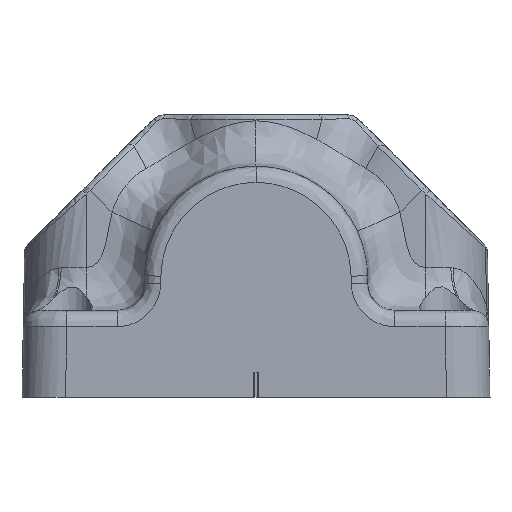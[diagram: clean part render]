
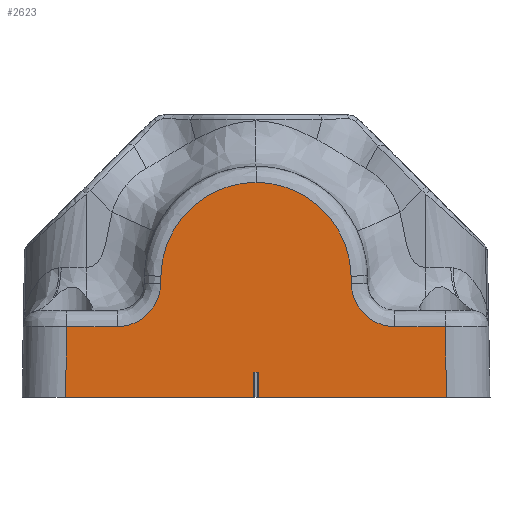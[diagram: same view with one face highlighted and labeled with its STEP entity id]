
A CAD part, front view. The second image highlights one B-rep face of the part: STEP entity #2623.
In plain terms, the highlighted planar face has unit normal (0, -1, 0).
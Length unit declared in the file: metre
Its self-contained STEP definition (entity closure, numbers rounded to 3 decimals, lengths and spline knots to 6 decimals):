
#39=PLANE('',#2785);
#123=LINE('',#5786,#225);
#130=LINE('',#5801,#232);
#133=LINE('',#5805,#235);
#140=LINE('',#5883,#242);
#141=LINE('',#5896,#243);
#142=LINE('',#5898,#244);
#143=LINE('',#5899,#245);
#144=LINE('',#5901,#246);
#145=LINE('',#5903,#247);
#146=LINE('',#5905,#248);
#147=LINE('',#5917,#249);
#225=VECTOR('',#2978,0.00462);
#232=VECTOR('',#2989,0.00462);
#235=VECTOR('',#2994,0.0008);
#242=VECTOR('',#3005,0.001445);
#243=VECTOR('',#3006,0.009276);
#244=VECTOR('',#3007,0.013002);
#245=VECTOR('',#3008,0.034624);
#246=VECTOR('',#3009,0.034624);
#247=VECTOR('',#3010,0.013002);
#248=VECTOR('',#3011,0.009276);
#249=VECTOR('',#3012,0.001445);
#435=FACE_OUTER_BOUND('',#597,.T.);
#597=EDGE_LOOP('',(#1817,#1818,#1819,#1820,#1821,#1822,#1823,#1824,#1825,
#1826,#1827,#1828,#1829,#1830,#1831));
#810=B_SPLINE_CURVE_WITH_KNOTS('',3,(#5857,#5858,#5859,#5860,#5861,#5862,
#5863,#5864,#5865,#5866,#5867,#5868),.UNSPECIFIED.,.F.,.F.,(4,2,2,2,2,4),
(0.,1.182081,10.527974,18.008377,23.549416,
27.012566),.UNSPECIFIED.);
#811=B_SPLINE_CURVE_WITH_KNOTS('',3,(#5870,#5871,#5872,#5873,#5874,#5875,
#5876,#5877,#5878,#5879,#5880,#5881),.UNSPECIFIED.,.F.,.F.,(4,2,2,2,2,4),
(0.,1.182081,10.527974,18.008377,23.549416,
27.012566),.UNSPECIFIED.);
#812=B_SPLINE_CURVE_WITH_KNOTS('',3,(#5885,#5886,#5887,#5888,#5889,#5890,
#5891,#5892,#5893,#5894),.UNSPECIFIED.,.F.,.F.,(4,2,2,2,4),(0.,4.179329,
8.232012,10.764939,12.348018),.UNSPECIFIED.);
#813=B_SPLINE_CURVE_WITH_KNOTS('',3,(#5907,#5908,#5909,#5910,#5911,#5912,
#5913,#5914,#5915,#5916),.UNSPECIFIED.,.F.,.F.,(4,2,2,2,4),(0.,4.179329,
8.232012,10.764939,12.348018),.UNSPECIFIED.);
#1103=VERTEX_POINT('',#5784);
#1104=VERTEX_POINT('',#5785);
#1109=VERTEX_POINT('',#5799);
#1110=VERTEX_POINT('',#5800);
#1118=VERTEX_POINT('',#5855);
#1119=VERTEX_POINT('',#5856);
#1120=VERTEX_POINT('',#5869);
#1121=VERTEX_POINT('',#5882);
#1122=VERTEX_POINT('',#5884);
#1123=VERTEX_POINT('',#5895);
#1124=VERTEX_POINT('',#5897);
#1125=VERTEX_POINT('',#5900);
#1126=VERTEX_POINT('',#5902);
#1127=VERTEX_POINT('',#5904);
#1128=VERTEX_POINT('',#5906);
#1369=EDGE_CURVE('',#1103,#1104,#123,.T.);
#1376=EDGE_CURVE('',#1109,#1110,#130,.T.);
#1379=EDGE_CURVE('',#1104,#1109,#133,.T.);
#1389=EDGE_CURVE('',#1118,#1119,#810,.T.);
#1390=EDGE_CURVE('',#1120,#1119,#811,.T.);
#1391=EDGE_CURVE('',#1121,#1120,#140,.T.);
#1392=EDGE_CURVE('',#1122,#1121,#812,.T.);
#1393=EDGE_CURVE('',#1123,#1122,#141,.T.);
#1394=EDGE_CURVE('',#1124,#1123,#142,.T.);
#1395=EDGE_CURVE('',#1124,#1103,#143,.T.);
#1396=EDGE_CURVE('',#1125,#1110,#144,.T.);
#1397=EDGE_CURVE('',#1125,#1126,#145,.T.);
#1398=EDGE_CURVE('',#1126,#1127,#146,.T.);
#1399=EDGE_CURVE('',#1127,#1128,#813,.T.);
#1400=EDGE_CURVE('',#1128,#1118,#147,.T.);
#1817=ORIENTED_EDGE('',*,*,#1389,.T.);
#1818=ORIENTED_EDGE('',*,*,#1390,.F.);
#1819=ORIENTED_EDGE('',*,*,#1391,.F.);
#1820=ORIENTED_EDGE('',*,*,#1392,.F.);
#1821=ORIENTED_EDGE('',*,*,#1393,.F.);
#1822=ORIENTED_EDGE('',*,*,#1394,.F.);
#1823=ORIENTED_EDGE('',*,*,#1395,.T.);
#1824=ORIENTED_EDGE('',*,*,#1369,.T.);
#1825=ORIENTED_EDGE('',*,*,#1379,.T.);
#1826=ORIENTED_EDGE('',*,*,#1376,.T.);
#1827=ORIENTED_EDGE('',*,*,#1396,.F.);
#1828=ORIENTED_EDGE('',*,*,#1397,.T.);
#1829=ORIENTED_EDGE('',*,*,#1398,.T.);
#1830=ORIENTED_EDGE('',*,*,#1399,.T.);
#1831=ORIENTED_EDGE('',*,*,#1400,.T.);
#2623=ADVANCED_FACE('',(#435),#39,.T.);
#2785=AXIS2_PLACEMENT_3D('',#5854,#3003,#3004);
#2978=DIRECTION('',(0.,0.,1.));
#2989=DIRECTION('',(0.,0.,-1.));
#2994=DIRECTION('',(1.,0.,0.));
#3003=DIRECTION('center_axis',(0.,-1.,0.));
#3004=DIRECTION('ref_axis',(-1.,0.,0.));
#3005=DIRECTION('',(0.017,0.,1.));
#3006=DIRECTION('',(1.,0.,0.));
#3007=DIRECTION('',(0.017,0.,1.));
#3008=DIRECTION('',(1.,0.,0.));
#3009=DIRECTION('',(-1.,0.,0.));
#3010=DIRECTION('',(-0.017,0.,1.));
#3011=DIRECTION('',(-1.,0.,0.));
#3012=DIRECTION('',(-0.017,0.,1.));
#5784=CARTESIAN_POINT('',(-0.0004,-0.030025,0.));
#5785=CARTESIAN_POINT('',(-0.0004,-0.030025,0.00462));
#5786=CARTESIAN_POINT('',(-0.0004,-0.030025,0.008092));
#5799=CARTESIAN_POINT('',(0.0004,-0.030025,0.00462));
#5800=CARTESIAN_POINT('',(0.0004,-0.030025,0.));
#5801=CARTESIAN_POINT('',(0.0004,-0.030025,0.008092));
#5805=CARTESIAN_POINT('',(-0.008792,-0.030025,0.00462));
#5854=CARTESIAN_POINT('Origin',(0.017585,-0.030025,0.016184));
#5855=CARTESIAN_POINT('',(0.017497,-0.030025,0.022305));
#5856=CARTESIAN_POINT('',(0.,-0.030025,0.0395));
#5857=CARTESIAN_POINT('Ctrl Pts',(0.017497,-0.030025,0.022305));
#5858=CARTESIAN_POINT('Ctrl Pts',(0.01749,-0.030025,0.022699));
#5859=CARTESIAN_POINT('Ctrl Pts',(0.01747,-0.030025,0.023094));
#5860=CARTESIAN_POINT('Ctrl Pts',(0.01717,-0.030025,0.026609));
#5861=CARTESIAN_POINT('Ctrl Pts',(0.016047,-0.030025,0.029654));
#5862=CARTESIAN_POINT('Ctrl Pts',(0.012746,-0.030025,0.034253));
#5863=CARTESIAN_POINT('Ctrl Pts',(0.010844,-0.030025,0.035962));
#5864=CARTESIAN_POINT('Ctrl Pts',(0.007042,-0.030025,0.038129));
#5865=CARTESIAN_POINT('Ctrl Pts',(0.005291,-0.030025,0.038784));
#5866=CARTESIAN_POINT('Ctrl Pts',(0.00232,-0.030025,0.039385));
#5867=CARTESIAN_POINT('Ctrl Pts',(0.001154,-0.030025,0.0395));
#5868=CARTESIAN_POINT('Ctrl Pts',(0.,-0.030025,0.0395));
#5869=CARTESIAN_POINT('',(-0.017497,-0.030025,0.022305));
#5870=CARTESIAN_POINT('Ctrl Pts',(-0.017497,-0.030025,0.022305));
#5871=CARTESIAN_POINT('Ctrl Pts',(-0.01749,-0.030025,0.022699));
#5872=CARTESIAN_POINT('Ctrl Pts',(-0.01747,-0.030025,0.023094));
#5873=CARTESIAN_POINT('Ctrl Pts',(-0.01717,-0.030025,0.026609));
#5874=CARTESIAN_POINT('Ctrl Pts',(-0.016047,-0.030025,0.029654));
#5875=CARTESIAN_POINT('Ctrl Pts',(-0.012746,-0.030025,0.034253));
#5876=CARTESIAN_POINT('Ctrl Pts',(-0.010844,-0.030025,0.035962));
#5877=CARTESIAN_POINT('Ctrl Pts',(-0.007042,-0.030025,0.038129));
#5878=CARTESIAN_POINT('Ctrl Pts',(-0.005291,-0.030025,0.038784));
#5879=CARTESIAN_POINT('Ctrl Pts',(-0.00232,-0.030025,0.039385));
#5880=CARTESIAN_POINT('Ctrl Pts',(-0.001154,-0.030025,0.0395));
#5881=CARTESIAN_POINT('Ctrl Pts',(0.,-0.030025,0.0395));
#5882=CARTESIAN_POINT('',(-0.017523,-0.030025,0.02086));
#5883=CARTESIAN_POINT('',(-0.017557,-0.030025,0.018884));
#5884=CARTESIAN_POINT('',(-0.025521,-0.030025,0.013));
#5885=CARTESIAN_POINT('Ctrl Pts',(-0.025521,-0.030025,0.013));
#5886=CARTESIAN_POINT('Ctrl Pts',(-0.024128,-0.030025,0.013));
#5887=CARTESIAN_POINT('Ctrl Pts',(-0.022724,-0.030025,0.013374));
#5888=CARTESIAN_POINT('Ctrl Pts',(-0.020329,-0.030025,0.014764));
#5889=CARTESIAN_POINT('Ctrl Pts',(-0.019334,-0.030025,0.015749));
#5890=CARTESIAN_POINT('Ctrl Pts',(-0.018205,-0.030025,0.017654));
#5891=CARTESIAN_POINT('Ctrl Pts',(-0.017892,-0.030025,0.018449));
#5892=CARTESIAN_POINT('Ctrl Pts',(-0.017594,-0.030025,0.019801));
#5893=CARTESIAN_POINT('Ctrl Pts',(-0.017532,-0.030025,0.020333));
#5894=CARTESIAN_POINT('Ctrl Pts',(-0.017523,-0.030025,0.02086));
#5895=CARTESIAN_POINT('',(-0.034797,-0.030025,0.013));
#5896=CARTESIAN_POINT('',(-0.025859,-0.030025,0.013));
#5897=CARTESIAN_POINT('',(-0.035024,-0.030025,0.));
#5898=CARTESIAN_POINT('',(-0.035178,-0.030025,-0.008828));
#5899=CARTESIAN_POINT('',(-0.00875,-0.030025,0.));
#5900=CARTESIAN_POINT('',(0.035024,-0.030025,0.));
#5901=CARTESIAN_POINT('',(0.00875,-0.030025,0.));
#5902=CARTESIAN_POINT('',(0.034797,-0.030025,0.013));
#5903=CARTESIAN_POINT('',(0.035178,-0.030025,-0.008828));
#5904=CARTESIAN_POINT('',(0.025521,-0.030025,0.013));
#5905=CARTESIAN_POINT('',(0.025859,-0.030025,0.013));
#5906=CARTESIAN_POINT('',(0.017523,-0.030025,0.02086));
#5907=CARTESIAN_POINT('Ctrl Pts',(0.025521,-0.030025,0.013));
#5908=CARTESIAN_POINT('Ctrl Pts',(0.024128,-0.030025,0.013));
#5909=CARTESIAN_POINT('Ctrl Pts',(0.022724,-0.030025,0.013374));
#5910=CARTESIAN_POINT('Ctrl Pts',(0.020329,-0.030025,0.014764));
#5911=CARTESIAN_POINT('Ctrl Pts',(0.019334,-0.030025,0.015749));
#5912=CARTESIAN_POINT('Ctrl Pts',(0.018205,-0.030025,0.017654));
#5913=CARTESIAN_POINT('Ctrl Pts',(0.017892,-0.030025,0.018449));
#5914=CARTESIAN_POINT('Ctrl Pts',(0.017594,-0.030025,0.019801));
#5915=CARTESIAN_POINT('Ctrl Pts',(0.017532,-0.030025,0.020333));
#5916=CARTESIAN_POINT('Ctrl Pts',(0.017523,-0.030025,0.02086));
#5917=CARTESIAN_POINT('',(0.017557,-0.030025,0.018884));
